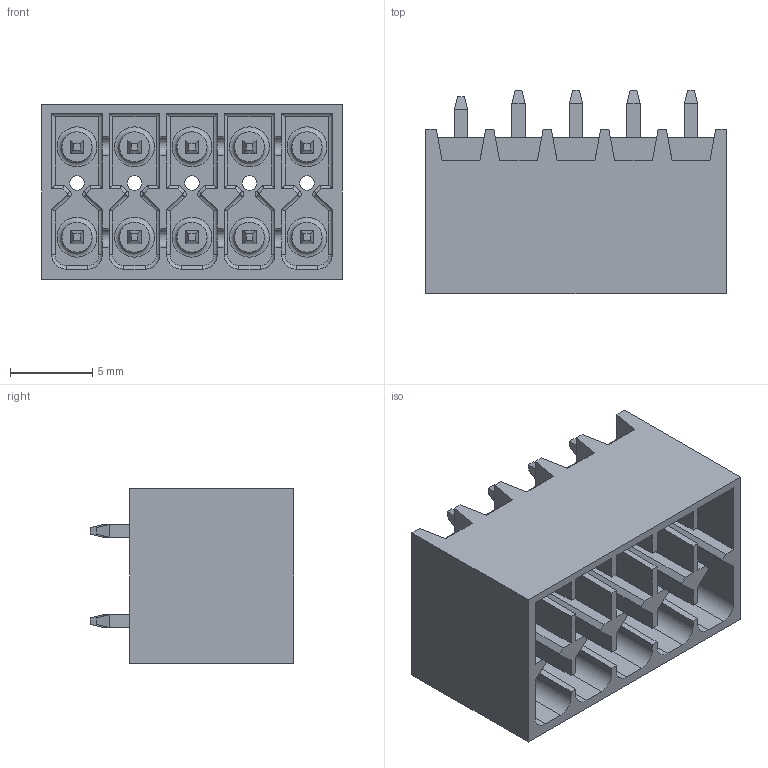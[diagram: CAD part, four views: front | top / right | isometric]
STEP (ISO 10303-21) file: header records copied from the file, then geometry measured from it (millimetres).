
FILE_DESCRIPTION(/* description */ ('Unknown'),/* implementation_level */ '2;1');
FILE_NAME(/* name */ '691778100010',/* time_stamp */ '2024-07-18T10:04:14+02:00',/* author */ ('Unknown'),/* organization */ ('Unknown'),/* preprocessor_version */ 'ST-DEVELOPER v19.4',/* originating_system */ 'Solid Edge',/* authorisation */ 'Unknown');
FILE_SCHEMA (('AUTOMOTIVE_DESIGN {1 0 10303 214 3 1 1}'));
Length unit declared in the file: millimetre
Products named in the file (3): 6917781000xx; 691778100010; 6917781000xx_Pin
Assembly tree (11 placements, depth 2):
  6917781000xx
    691778100010
    6917781000xx_Pin  x10
Bounding box: 18.3 x 12.4 x 10.6 mm (x, y, z)
Volume: 805.3 mm3; surface area: 2467.1 mm2
Topology: 11 solids, 11 shells, 514 faces, 1243 edges, 762 vertices
Faces by surface type: plane 381, cylinder 103, torus 30
Full cylindrical faces by diameter (mm): 0.9 x5, 1.83 x10
Entity records: 11500 total; most frequent: CARTESIAN_POINT 1994, DIRECTION 1932, ORIENTED_EDGE 1912, EDGE_CURVE 956, LINE 760, VECTOR 760, VERTEX_POINT 608, AXIS2_PLACEMENT_3D 586
